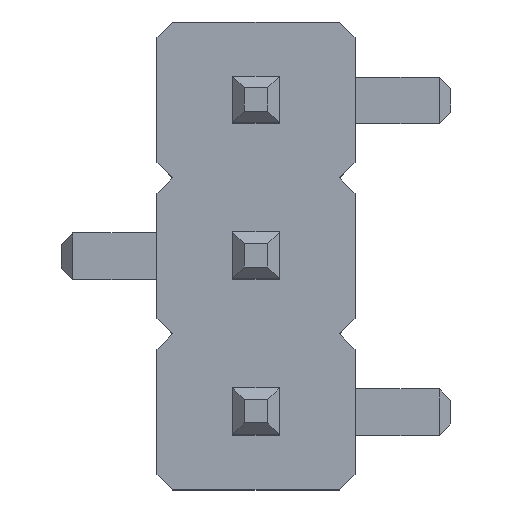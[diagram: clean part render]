
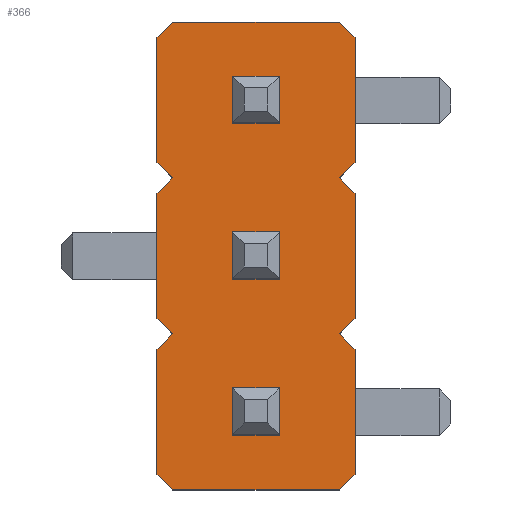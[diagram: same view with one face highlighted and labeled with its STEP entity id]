
A CAD part, top view. The second image highlights one B-rep face of the part: STEP entity #366.
In plain terms, the highlighted planar face has unit normal (0, 0, 1).
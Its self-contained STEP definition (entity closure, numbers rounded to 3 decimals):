
#24 = VERTEX_POINT('',#25);
#25 = CARTESIAN_POINT('',(-0.535,1.5,2.));
#31 = EDGE_CURVE('',#24,#32,#34,.T.);
#32 = VERTEX_POINT('',#33);
#33 = CARTESIAN_POINT('',(-0.635,1.4,2.));
#34 = LINE('',#35,#36);
#35 = CARTESIAN_POINT('',(-0.535,1.5,2.));
#36 = VECTOR('',#37,1.);
#37 = DIRECTION('',(-0.707,-0.707,0.));
#64 = VERTEX_POINT('',#65);
#65 = CARTESIAN_POINT('',(0.535,1.5,2.));
#71 = EDGE_CURVE('',#64,#24,#72,.T.);
#72 = LINE('',#73,#74);
#73 = CARTESIAN_POINT('',(0.535,1.5,2.));
#74 = VECTOR('',#75,1.);
#75 = DIRECTION('',(-1.,0.,0.));
#93 = EDGE_CURVE('',#32,#94,#96,.T.);
#94 = VERTEX_POINT('',#95);
#95 = CARTESIAN_POINT('',(-0.635,0.6,2.));
#96 = LINE('',#97,#98);
#97 = CARTESIAN_POINT('',(-0.635,1.4,2.));
#98 = VECTOR('',#99,1.);
#99 = DIRECTION('',(0.,-1.,0.));
#366 = ADVANCED_FACE('',(#367,#506,#540,#574),#608,.F.);
#367 = FACE_BOUND('',#368,.F.);
#368 = EDGE_LOOP('',(#369,#370,#371,#379,#387,#395,#403,#411,#419,#427,
#435,#443,#451,#459,#467,#475,#483,#491,#499,#505));
#369 = ORIENTED_EDGE('',*,*,#31,.F.);
#370 = ORIENTED_EDGE('',*,*,#71,.F.);
#371 = ORIENTED_EDGE('',*,*,#372,.F.);
#372 = EDGE_CURVE('',#373,#64,#375,.T.);
#373 = VERTEX_POINT('',#374);
#374 = CARTESIAN_POINT('',(0.635,1.4,2.));
#375 = LINE('',#376,#377);
#376 = CARTESIAN_POINT('',(0.635,1.4,2.));
#377 = VECTOR('',#378,1.);
#378 = DIRECTION('',(-0.707,0.707,0.));
#379 = ORIENTED_EDGE('',*,*,#380,.F.);
#380 = EDGE_CURVE('',#381,#373,#383,.T.);
#381 = VERTEX_POINT('',#382);
#382 = CARTESIAN_POINT('',(0.635,0.6,2.));
#383 = LINE('',#384,#385);
#384 = CARTESIAN_POINT('',(0.635,0.6,2.));
#385 = VECTOR('',#386,1.);
#386 = DIRECTION('',(0.,1.,0.));
#387 = ORIENTED_EDGE('',*,*,#388,.F.);
#388 = EDGE_CURVE('',#389,#381,#391,.T.);
#389 = VERTEX_POINT('',#390);
#390 = CARTESIAN_POINT('',(0.535,0.5,2.));
#391 = LINE('',#392,#393);
#392 = CARTESIAN_POINT('',(0.535,0.5,2.));
#393 = VECTOR('',#394,1.);
#394 = DIRECTION('',(0.707,0.707,0.));
#395 = ORIENTED_EDGE('',*,*,#396,.F.);
#396 = EDGE_CURVE('',#397,#389,#399,.T.);
#397 = VERTEX_POINT('',#398);
#398 = CARTESIAN_POINT('',(0.635,0.4,2.));
#399 = LINE('',#400,#401);
#400 = CARTESIAN_POINT('',(0.635,0.4,2.));
#401 = VECTOR('',#402,1.);
#402 = DIRECTION('',(-0.707,0.707,0.));
#403 = ORIENTED_EDGE('',*,*,#404,.F.);
#404 = EDGE_CURVE('',#405,#397,#407,.T.);
#405 = VERTEX_POINT('',#406);
#406 = CARTESIAN_POINT('',(0.635,-0.4,2.));
#407 = LINE('',#408,#409);
#408 = CARTESIAN_POINT('',(0.635,-0.4,2.));
#409 = VECTOR('',#410,1.);
#410 = DIRECTION('',(0.,1.,0.));
#411 = ORIENTED_EDGE('',*,*,#412,.F.);
#412 = EDGE_CURVE('',#413,#405,#415,.T.);
#413 = VERTEX_POINT('',#414);
#414 = CARTESIAN_POINT('',(0.535,-0.5,2.));
#415 = LINE('',#416,#417);
#416 = CARTESIAN_POINT('',(0.535,-0.5,2.));
#417 = VECTOR('',#418,1.);
#418 = DIRECTION('',(0.707,0.707,0.));
#419 = ORIENTED_EDGE('',*,*,#420,.F.);
#420 = EDGE_CURVE('',#421,#413,#423,.T.);
#421 = VERTEX_POINT('',#422);
#422 = CARTESIAN_POINT('',(0.635,-0.6,2.));
#423 = LINE('',#424,#425);
#424 = CARTESIAN_POINT('',(0.635,-0.6,2.));
#425 = VECTOR('',#426,1.);
#426 = DIRECTION('',(-0.707,0.707,0.));
#427 = ORIENTED_EDGE('',*,*,#428,.F.);
#428 = EDGE_CURVE('',#429,#421,#431,.T.);
#429 = VERTEX_POINT('',#430);
#430 = CARTESIAN_POINT('',(0.635,-1.4,2.));
#431 = LINE('',#432,#433);
#432 = CARTESIAN_POINT('',(0.635,-1.4,2.));
#433 = VECTOR('',#434,1.);
#434 = DIRECTION('',(0.,1.,0.));
#435 = ORIENTED_EDGE('',*,*,#436,.F.);
#436 = EDGE_CURVE('',#437,#429,#439,.T.);
#437 = VERTEX_POINT('',#438);
#438 = CARTESIAN_POINT('',(0.535,-1.5,2.));
#439 = LINE('',#440,#441);
#440 = CARTESIAN_POINT('',(0.535,-1.5,2.));
#441 = VECTOR('',#442,1.);
#442 = DIRECTION('',(0.707,0.707,0.));
#443 = ORIENTED_EDGE('',*,*,#444,.F.);
#444 = EDGE_CURVE('',#445,#437,#447,.T.);
#445 = VERTEX_POINT('',#446);
#446 = CARTESIAN_POINT('',(-0.535,-1.5,2.));
#447 = LINE('',#448,#449);
#448 = CARTESIAN_POINT('',(-0.535,-1.5,2.));
#449 = VECTOR('',#450,1.);
#450 = DIRECTION('',(1.,0.,0.));
#451 = ORIENTED_EDGE('',*,*,#452,.F.);
#452 = EDGE_CURVE('',#453,#445,#455,.T.);
#453 = VERTEX_POINT('',#454);
#454 = CARTESIAN_POINT('',(-0.635,-1.4,2.));
#455 = LINE('',#456,#457);
#456 = CARTESIAN_POINT('',(-0.635,-1.4,2.));
#457 = VECTOR('',#458,1.);
#458 = DIRECTION('',(0.707,-0.707,0.));
#459 = ORIENTED_EDGE('',*,*,#460,.F.);
#460 = EDGE_CURVE('',#461,#453,#463,.T.);
#461 = VERTEX_POINT('',#462);
#462 = CARTESIAN_POINT('',(-0.635,-0.6,2.));
#463 = LINE('',#464,#465);
#464 = CARTESIAN_POINT('',(-0.635,-0.6,2.));
#465 = VECTOR('',#466,1.);
#466 = DIRECTION('',(0.,-1.,0.));
#467 = ORIENTED_EDGE('',*,*,#468,.F.);
#468 = EDGE_CURVE('',#469,#461,#471,.T.);
#469 = VERTEX_POINT('',#470);
#470 = CARTESIAN_POINT('',(-0.535,-0.5,2.));
#471 = LINE('',#472,#473);
#472 = CARTESIAN_POINT('',(-0.535,-0.5,2.));
#473 = VECTOR('',#474,1.);
#474 = DIRECTION('',(-0.707,-0.707,0.));
#475 = ORIENTED_EDGE('',*,*,#476,.F.);
#476 = EDGE_CURVE('',#477,#469,#479,.T.);
#477 = VERTEX_POINT('',#478);
#478 = CARTESIAN_POINT('',(-0.635,-0.4,2.));
#479 = LINE('',#480,#481);
#480 = CARTESIAN_POINT('',(-0.635,-0.4,2.));
#481 = VECTOR('',#482,1.);
#482 = DIRECTION('',(0.707,-0.707,0.));
#483 = ORIENTED_EDGE('',*,*,#484,.F.);
#484 = EDGE_CURVE('',#485,#477,#487,.T.);
#485 = VERTEX_POINT('',#486);
#486 = CARTESIAN_POINT('',(-0.635,0.4,2.));
#487 = LINE('',#488,#489);
#488 = CARTESIAN_POINT('',(-0.635,0.4,2.));
#489 = VECTOR('',#490,1.);
#490 = DIRECTION('',(0.,-1.,0.));
#491 = ORIENTED_EDGE('',*,*,#492,.F.);
#492 = EDGE_CURVE('',#493,#485,#495,.T.);
#493 = VERTEX_POINT('',#494);
#494 = CARTESIAN_POINT('',(-0.535,0.5,2.));
#495 = LINE('',#496,#497);
#496 = CARTESIAN_POINT('',(-0.535,0.5,2.));
#497 = VECTOR('',#498,1.);
#498 = DIRECTION('',(-0.707,-0.707,0.));
#499 = ORIENTED_EDGE('',*,*,#500,.F.);
#500 = EDGE_CURVE('',#94,#493,#501,.T.);
#501 = LINE('',#502,#503);
#502 = CARTESIAN_POINT('',(-0.635,0.6,2.));
#503 = VECTOR('',#504,1.);
#504 = DIRECTION('',(0.707,-0.707,0.));
#505 = ORIENTED_EDGE('',*,*,#93,.F.);
#506 = FACE_BOUND('',#507,.F.);
#507 = EDGE_LOOP('',(#508,#518,#526,#534));
#508 = ORIENTED_EDGE('',*,*,#509,.F.);
#509 = EDGE_CURVE('',#510,#512,#514,.T.);
#510 = VERTEX_POINT('',#511);
#511 = CARTESIAN_POINT('',(0.15,-1.15,2.));
#512 = VERTEX_POINT('',#513);
#513 = CARTESIAN_POINT('',(-0.15,-1.15,2.));
#514 = LINE('',#515,#516);
#515 = CARTESIAN_POINT('',(-0.343,-1.15,2.));
#516 = VECTOR('',#517,1.);
#517 = DIRECTION('',(-1.,-0.,-0.));
#518 = ORIENTED_EDGE('',*,*,#519,.F.);
#519 = EDGE_CURVE('',#520,#510,#522,.T.);
#520 = VERTEX_POINT('',#521);
#521 = CARTESIAN_POINT('',(0.15,-0.85,2.));
#522 = LINE('',#523,#524);
#523 = CARTESIAN_POINT('',(0.15,0.325,2.));
#524 = VECTOR('',#525,1.);
#525 = DIRECTION('',(0.,-1.,0.));
#526 = ORIENTED_EDGE('',*,*,#527,.T.);
#527 = EDGE_CURVE('',#520,#528,#530,.T.);
#528 = VERTEX_POINT('',#529);
#529 = CARTESIAN_POINT('',(-0.15,-0.85,2.));
#530 = LINE('',#531,#532);
#531 = CARTESIAN_POINT('',(-0.343,-0.85,2.));
#532 = VECTOR('',#533,1.);
#533 = DIRECTION('',(-1.,-0.,-0.));
#534 = ORIENTED_EDGE('',*,*,#535,.F.);
#535 = EDGE_CURVE('',#512,#528,#536,.T.);
#536 = LINE('',#537,#538);
#537 = CARTESIAN_POINT('',(-0.15,0.325,2.));
#538 = VECTOR('',#539,1.);
#539 = DIRECTION('',(0.,1.,0.));
#540 = FACE_BOUND('',#541,.F.);
#541 = EDGE_LOOP('',(#542,#552,#560,#568));
#542 = ORIENTED_EDGE('',*,*,#543,.T.);
#543 = EDGE_CURVE('',#544,#546,#548,.T.);
#544 = VERTEX_POINT('',#545);
#545 = CARTESIAN_POINT('',(-0.15,0.15,2.));
#546 = VERTEX_POINT('',#547);
#547 = CARTESIAN_POINT('',(-0.15,-0.15,2.));
#548 = LINE('',#549,#550);
#549 = CARTESIAN_POINT('',(-0.15,0.825,2.));
#550 = VECTOR('',#551,1.);
#551 = DIRECTION('',(0.,-1.,0.));
#552 = ORIENTED_EDGE('',*,*,#553,.T.);
#553 = EDGE_CURVE('',#546,#554,#556,.T.);
#554 = VERTEX_POINT('',#555);
#555 = CARTESIAN_POINT('',(0.15,-0.15,2.));
#556 = LINE('',#557,#558);
#557 = CARTESIAN_POINT('',(-0.193,-0.15,2.));
#558 = VECTOR('',#559,1.);
#559 = DIRECTION('',(1.,0.,0.));
#560 = ORIENTED_EDGE('',*,*,#561,.T.);
#561 = EDGE_CURVE('',#554,#562,#564,.T.);
#562 = VERTEX_POINT('',#563);
#563 = CARTESIAN_POINT('',(0.15,0.15,2.));
#564 = LINE('',#565,#566);
#565 = CARTESIAN_POINT('',(0.15,0.825,2.));
#566 = VECTOR('',#567,1.);
#567 = DIRECTION('',(0.,1.,0.));
#568 = ORIENTED_EDGE('',*,*,#569,.F.);
#569 = EDGE_CURVE('',#544,#562,#570,.T.);
#570 = LINE('',#571,#572);
#571 = CARTESIAN_POINT('',(-0.193,0.15,2.));
#572 = VECTOR('',#573,1.);
#573 = DIRECTION('',(1.,0.,0.));
#574 = FACE_BOUND('',#575,.F.);
#575 = EDGE_LOOP('',(#576,#586,#594,#602));
#576 = ORIENTED_EDGE('',*,*,#577,.F.);
#577 = EDGE_CURVE('',#578,#580,#582,.T.);
#578 = VERTEX_POINT('',#579);
#579 = CARTESIAN_POINT('',(0.15,1.15,2.));
#580 = VERTEX_POINT('',#581);
#581 = CARTESIAN_POINT('',(0.15,0.85,2.));
#582 = LINE('',#583,#584);
#583 = CARTESIAN_POINT('',(0.15,1.325,2.));
#584 = VECTOR('',#585,1.);
#585 = DIRECTION('',(0.,-1.,0.));
#586 = ORIENTED_EDGE('',*,*,#587,.T.);
#587 = EDGE_CURVE('',#578,#588,#590,.T.);
#588 = VERTEX_POINT('',#589);
#589 = CARTESIAN_POINT('',(-0.15,1.15,2.));
#590 = LINE('',#591,#592);
#591 = CARTESIAN_POINT('',(-0.343,1.15,2.));
#592 = VECTOR('',#593,1.);
#593 = DIRECTION('',(-1.,-0.,-0.));
#594 = ORIENTED_EDGE('',*,*,#595,.F.);
#595 = EDGE_CURVE('',#596,#588,#598,.T.);
#596 = VERTEX_POINT('',#597);
#597 = CARTESIAN_POINT('',(-0.15,0.85,2.));
#598 = LINE('',#599,#600);
#599 = CARTESIAN_POINT('',(-0.15,1.325,2.));
#600 = VECTOR('',#601,1.);
#601 = DIRECTION('',(0.,1.,0.));
#602 = ORIENTED_EDGE('',*,*,#603,.F.);
#603 = EDGE_CURVE('',#580,#596,#604,.T.);
#604 = LINE('',#605,#606);
#605 = CARTESIAN_POINT('',(-0.343,0.85,2.));
#606 = VECTOR('',#607,1.);
#607 = DIRECTION('',(-1.,-0.,-0.));
#608 = PLANE('',#609);
#609 = AXIS2_PLACEMENT_3D('',#610,#611,#612);
#610 = CARTESIAN_POINT('',(-0.535,1.5,2.));
#611 = DIRECTION('',(0.,0.,-1.));
#612 = DIRECTION('',(-1.,0.,0.));
